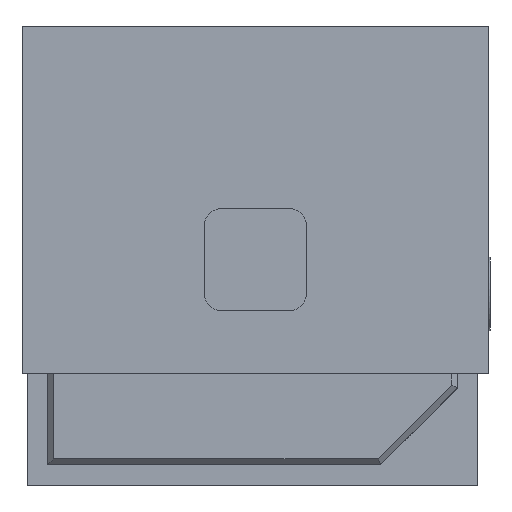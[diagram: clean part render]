
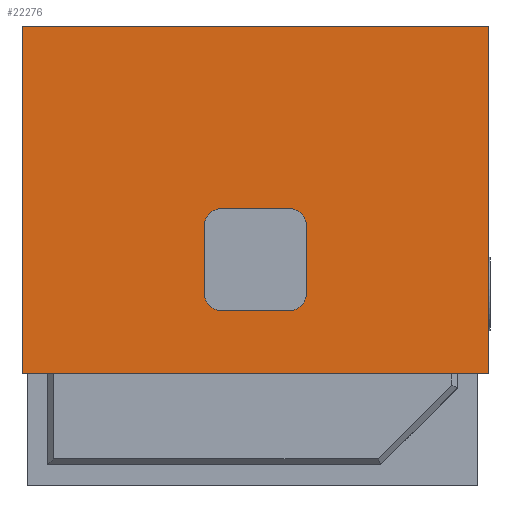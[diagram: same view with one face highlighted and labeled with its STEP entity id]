
A CAD part, top view. The second image highlights one B-rep face of the part: STEP entity #22276.
In plain terms, the highlighted planar face has unit normal (0, 0, 1).
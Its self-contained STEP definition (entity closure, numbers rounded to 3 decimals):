
#21 = DIRECTION ( 'NONE',  ( 1., 0., 0. ) ) ;
#57 = VECTOR ( 'NONE', #10188, 1000. ) ;
#128 = CARTESIAN_POINT ( 'NONE',  ( 2.313, 13.964, 58.788 ) ) ;
#544 = EDGE_CURVE ( 'NONE', #29378, #19569, #71978, .T. ) ;
#864 = CARTESIAN_POINT ( 'NONE',  ( -6.687, 13.964, 58.788 ) ) ;
#967 = VERTEX_POINT ( 'NONE', #12005 ) ;
#1629 = EDGE_CURVE ( 'NONE', #12676, #53071, #55875, .T. ) ;
#3472 = LINE ( 'NONE', #43985, #16553 ) ;
#4373 = EDGE_CURVE ( 'NONE', #19569, #22925, #3472, .T. ) ;
#7080 = DIRECTION ( 'NONE',  ( 0., 0., 1. ) ) ;
#7210 = CARTESIAN_POINT ( 'NONE',  ( 0.726, 13.964, 58.788 ) ) ;
#7241 = DIRECTION ( 'NONE',  ( 1., 0., 0. ) ) ;
#7771 = DIRECTION ( 'NONE',  ( 0., 0., 1. ) ) ;
#7894 = EDGE_CURVE ( 'NONE', #53071, #9404, #78234, .T. ) ;
#9040 = LINE ( 'NONE', #67186, #57 ) ;
#9404 = VERTEX_POINT ( 'NONE', #128 ) ;
#9675 = CARTESIAN_POINT ( 'NONE',  ( 18.313, 31.552, 58.788 ) ) ;
#9786 = EDGE_LOOP ( 'NONE', ( #26515, #50465, #49014, #69257 ) ) ;
#10056 = CIRCLE ( 'NONE', #17647, 1.588 ) ;
#10188 = DIRECTION ( 'NONE',  ( 1., 0., 0. ) ) ;
#10755 = DIRECTION ( 'NONE',  ( -1., 0., 0. ) ) ;
#11139 = AXIS2_PLACEMENT_3D ( 'NONE', #51384, #7080, #71080 ) ;
#12005 = CARTESIAN_POINT ( 'NONE',  ( 0.726, 15.552, 58.788 ) ) ;
#12676 = VERTEX_POINT ( 'NONE', #46091 ) ;
#14193 = ORIENTED_EDGE ( 'NONE', *, *, #57988, .F. ) ;
#14258 = CARTESIAN_POINT ( 'NONE',  ( 2.313, 13.964, 58.788 ) ) ;
#15121 = EDGE_CURVE ( 'NONE', #967, #50241, #20512, .T. ) ;
#15387 = CARTESIAN_POINT ( 'NONE',  ( 18.313, 31.552, 58.788 ) ) ;
#16553 = VECTOR ( 'NONE', #68988, 1000. ) ;
#16757 = CARTESIAN_POINT ( 'NONE',  ( 18.313, 1.052, 58.788 ) ) ;
#17523 = CARTESIAN_POINT ( 'NONE',  ( -5.099, 15.552, 58.788 ) ) ;
#17647 = AXIS2_PLACEMENT_3D ( 'NONE', #58120, #32983, #51719 ) ;
#18623 = ORIENTED_EDGE ( 'NONE', *, *, #59633, .F. ) ;
#19569 = VERTEX_POINT ( 'NONE', #23529 ) ;
#20512 = LINE ( 'NONE', #20650, #75502 ) ;
#20650 = CARTESIAN_POINT ( 'NONE',  ( -5.099, 15.552, 58.788 ) ) ;
#20718 = DIRECTION ( 'NONE',  ( 0., 1., 0. ) ) ;
#22172 = CIRCLE ( 'NONE', #46841, 1.588 ) ;
#22276 = ADVANCED_FACE ( 'NONE', ( #60158, #66095 ), #52379, .T. ) ;
#22824 = EDGE_CURVE ( 'NONE', #50241, #52327, #10056, .T. ) ;
#22869 = DIRECTION ( 'NONE',  ( 0., 0., 1. ) ) ;
#22925 = VERTEX_POINT ( 'NONE', #26543 ) ;
#23214 = ORIENTED_EDGE ( 'NONE', *, *, #26830, .F. ) ;
#23529 = CARTESIAN_POINT ( 'NONE',  ( -22.687, 31.552, 58.788 ) ) ;
#23915 = CARTESIAN_POINT ( 'NONE',  ( 2.313, 8.139, 58.788 ) ) ;
#24400 = CIRCLE ( 'NONE', #40595, 1.587 ) ;
#25886 = EDGE_CURVE ( 'NONE', #22925, #65893, #34568, .T. ) ;
#26515 = ORIENTED_EDGE ( 'NONE', *, *, #4373, .T. ) ;
#26543 = CARTESIAN_POINT ( 'NONE',  ( -22.687, 1.052, 58.788 ) ) ;
#26594 = VECTOR ( 'NONE', #79544, 1000. ) ;
#26830 = EDGE_CURVE ( 'NONE', #71188, #59392, #22172, .T. ) ;
#27490 = VECTOR ( 'NONE', #21, 1000. ) ;
#29378 = VERTEX_POINT ( 'NONE', #15387 ) ;
#30542 = CARTESIAN_POINT ( 'NONE',  ( -5.099, 6.552, 58.788 ) ) ;
#32983 = DIRECTION ( 'NONE',  ( 0., 0., 1. ) ) ;
#34568 = LINE ( 'NONE', #45696, #27490 ) ;
#39441 = ORIENTED_EDGE ( 'NONE', *, *, #7894, .F. ) ;
#40595 = AXIS2_PLACEMENT_3D ( 'NONE', #7210, #7771, #45367 ) ;
#40763 = CARTESIAN_POINT ( 'NONE',  ( -22.687, 31.552, 58.788 ) ) ;
#42111 = VECTOR ( 'NONE', #66321, 1000. ) ;
#42143 = ORIENTED_EDGE ( 'NONE', *, *, #22824, .F. ) ;
#42661 = LINE ( 'NONE', #9675, #26594 ) ;
#43985 = CARTESIAN_POINT ( 'NONE',  ( -22.687, 31.552, 58.788 ) ) ;
#45367 = DIRECTION ( 'NONE',  ( 1., 0., 0. ) ) ;
#45696 = CARTESIAN_POINT ( 'NONE',  ( -22.687, 1.052, 58.788 ) ) ;
#46091 = CARTESIAN_POINT ( 'NONE',  ( 0.726, 6.552, 58.788 ) ) ;
#46419 = DIRECTION ( 'NONE',  ( -1., 0., 0. ) ) ;
#46841 = AXIS2_PLACEMENT_3D ( 'NONE', #61129, #22869, #10755 ) ;
#49014 = ORIENTED_EDGE ( 'NONE', *, *, #71453, .T. ) ;
#50241 = VERTEX_POINT ( 'NONE', #17523 ) ;
#50465 = ORIENTED_EDGE ( 'NONE', *, *, #25886, .T. ) ;
#50687 = VECTOR ( 'NONE', #59101, 1000. ) ;
#51384 = CARTESIAN_POINT ( 'NONE',  ( 0.726, 8.139, 58.788 ) ) ;
#51719 = DIRECTION ( 'NONE',  ( 1., 0., 0. ) ) ;
#52327 = VERTEX_POINT ( 'NONE', #864 ) ;
#52379 = PLANE ( 'NONE',  #63613 ) ;
#52399 = ORIENTED_EDGE ( 'NONE', *, *, #1629, .F. ) ;
#53071 = VERTEX_POINT ( 'NONE', #23915 ) ;
#53819 = EDGE_LOOP ( 'NONE', ( #42143, #56285, #18623, #39441, #52399, #62827, #23214, #14193 ) ) ;
#55875 = CIRCLE ( 'NONE', #11139, 1.587 ) ;
#56285 = ORIENTED_EDGE ( 'NONE', *, *, #15121, .F. ) ;
#57988 = EDGE_CURVE ( 'NONE', #52327, #71188, #67555, .T. ) ;
#58120 = CARTESIAN_POINT ( 'NONE',  ( -5.099, 13.964, 58.788 ) ) ;
#58158 = CARTESIAN_POINT ( 'NONE',  ( -6.687, 8.139, 58.788 ) ) ;
#59101 = DIRECTION ( 'NONE',  ( 0., -1., 0. ) ) ;
#59392 = VERTEX_POINT ( 'NONE', #30542 ) ;
#59633 = EDGE_CURVE ( 'NONE', #9404, #967, #24400, .T. ) ;
#60158 = FACE_BOUND ( 'NONE', #53819, .T. ) ;
#61129 = CARTESIAN_POINT ( 'NONE',  ( -5.099, 8.139, 58.788 ) ) ;
#62827 = ORIENTED_EDGE ( 'NONE', *, *, #65021, .F. ) ;
#63613 = AXIS2_PLACEMENT_3D ( 'NONE', #71532, #72096, #7241 ) ;
#65021 = EDGE_CURVE ( 'NONE', #59392, #12676, #9040, .T. ) ;
#65893 = VERTEX_POINT ( 'NONE', #16757 ) ;
#66095 = FACE_OUTER_BOUND ( 'NONE', #9786, .T. ) ;
#66270 = CARTESIAN_POINT ( 'NONE',  ( -6.687, 13.964, 58.788 ) ) ;
#66321 = DIRECTION ( 'NONE',  ( -1., 0., 0. ) ) ;
#67186 = CARTESIAN_POINT ( 'NONE',  ( -5.099, 6.552, 58.788 ) ) ;
#67555 = LINE ( 'NONE', #66270, #50687 ) ;
#68988 = DIRECTION ( 'NONE',  ( 0., -1., 0. ) ) ;
#69257 = ORIENTED_EDGE ( 'NONE', *, *, #544, .T. ) ;
#71080 = DIRECTION ( 'NONE',  ( 1., 0., 0. ) ) ;
#71188 = VERTEX_POINT ( 'NONE', #58158 ) ;
#71453 = EDGE_CURVE ( 'NONE', #65893, #29378, #42661, .T. ) ;
#71532 = CARTESIAN_POINT ( 'NONE',  ( -22.687, 1.052, 58.788 ) ) ;
#71978 = LINE ( 'NONE', #40763, #42111 ) ;
#72096 = DIRECTION ( 'NONE',  ( 0., 0., 1. ) ) ;
#75502 = VECTOR ( 'NONE', #46419, 1000. ) ;
#78234 = LINE ( 'NONE', #14258, #82183 ) ;
#79544 = DIRECTION ( 'NONE',  ( 0., 1., 0. ) ) ;
#82183 = VECTOR ( 'NONE', #20718, 1000. ) ;
